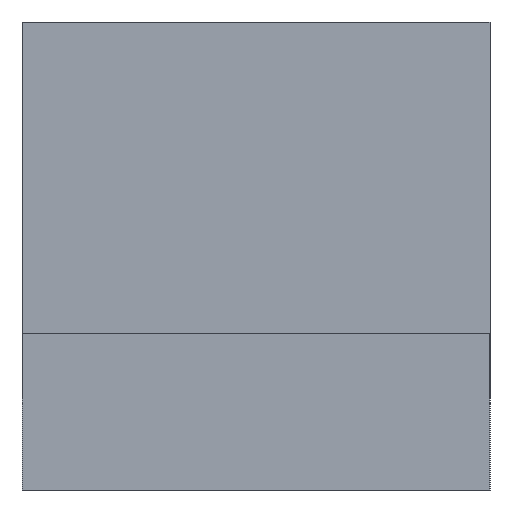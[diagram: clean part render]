
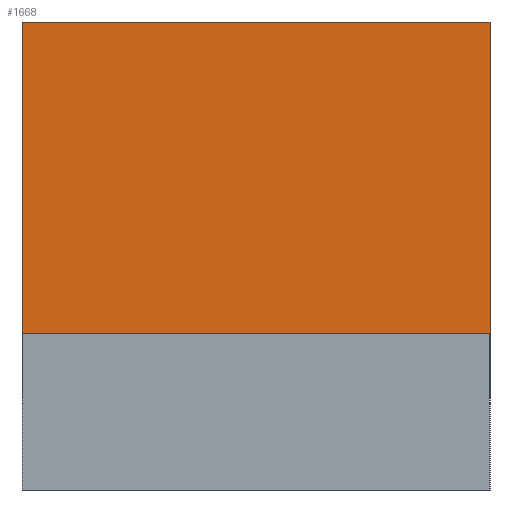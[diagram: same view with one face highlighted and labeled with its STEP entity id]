
A CAD part, left-side view. The second image highlights one B-rep face of the part: STEP entity #1668.
In plain terms, the highlighted planar face has unit normal (-1, 0, 0).
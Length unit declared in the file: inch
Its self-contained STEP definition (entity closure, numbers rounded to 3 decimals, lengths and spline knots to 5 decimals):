
#67 = CARTESIAN_POINT ( 'NONE',  ( 1.77165, 0., 1.1811 ) ) ;
#205 = DIRECTION ( 'NONE',  ( 0., -1., 0. ) ) ;
#235 = PLANE ( 'NONE',  #1396 ) ;
#422 = FACE_OUTER_BOUND ( 'NONE', #895, .T. ) ;
#657 = ORIENTED_EDGE ( 'NONE', *, *, #957, .F. ) ;
#674 = CARTESIAN_POINT ( 'NONE',  ( 1.77165, 0., 0. ) ) ;
#727 = DIRECTION ( 'NONE',  ( 0., 0., 1. ) ) ;
#770 = LINE ( 'NONE', #1519, #1479 ) ;
#795 = ORIENTED_EDGE ( 'NONE', *, *, #1393, .F. ) ;
#819 = VERTEX_POINT ( 'NONE', #67 ) ;
#895 = EDGE_LOOP ( 'NONE', ( #1600, #795, #657, #2102 ) ) ;
#955 = VECTOR ( 'NONE', #2331, 39.37008 ) ;
#957 = EDGE_CURVE ( 'NONE', #2035, #1266, #2005, .T. ) ;
#1187 = CARTESIAN_POINT ( 'NONE',  ( 1.77165, 0., 0.3937 ) ) ;
#1198 = CARTESIAN_POINT ( 'NONE',  ( 1.77165, 0., 0.3937 ) ) ;
#1216 = CARTESIAN_POINT ( 'NONE',  ( 1.77165, 1.1811, 0.3937 ) ) ;
#1266 = VERTEX_POINT ( 'NONE', #1216 ) ;
#1388 = CARTESIAN_POINT ( 'NONE',  ( 1.77165, 0.59055, 0.3937 ) ) ;
#1393 = EDGE_CURVE ( 'NONE', #1266, #2444, #770, .T. ) ;
#1396 = AXIS2_PLACEMENT_3D ( 'NONE', #1187, #1554, #1743 ) ;
#1422 = LINE ( 'NONE', #674, #1477 ) ;
#1477 = VECTOR ( 'NONE', #2160, 39.37008 ) ;
#1479 = VECTOR ( 'NONE', #727, 39.37008 ) ;
#1519 = CARTESIAN_POINT ( 'NONE',  ( 1.77165, 1.1811, 0. ) ) ;
#1529 = CARTESIAN_POINT ( 'NONE',  ( 1.77165, 0., 1.1811 ) ) ;
#1554 = DIRECTION ( 'NONE',  ( -1., 0., 0. ) ) ;
#1600 = ORIENTED_EDGE ( 'NONE', *, *, #2014, .F. ) ;
#1668 = ADVANCED_FACE ( 'NONE', ( #422 ), #235, .T. ) ;
#1743 = DIRECTION ( 'NONE',  ( 0., 0., 1. ) ) ;
#1768 = EDGE_CURVE ( 'NONE', #819, #2035, #1422, .T. ) ;
#2005 = LINE ( 'NONE', #1388, #955 ) ;
#2014 = EDGE_CURVE ( 'NONE', #2444, #819, #2270, .T. ) ;
#2035 = VERTEX_POINT ( 'NONE', #1198 ) ;
#2102 = ORIENTED_EDGE ( 'NONE', *, *, #1768, .F. ) ;
#2160 = DIRECTION ( 'NONE',  ( 0., 0., -1. ) ) ;
#2189 = VECTOR ( 'NONE', #205, 39.37008 ) ;
#2270 = LINE ( 'NONE', #1529, #2189 ) ;
#2331 = DIRECTION ( 'NONE',  ( 0., 1., 0. ) ) ;
#2412 = CARTESIAN_POINT ( 'NONE',  ( 1.77165, 1.1811, 1.1811 ) ) ;
#2444 = VERTEX_POINT ( 'NONE', #2412 ) ;
